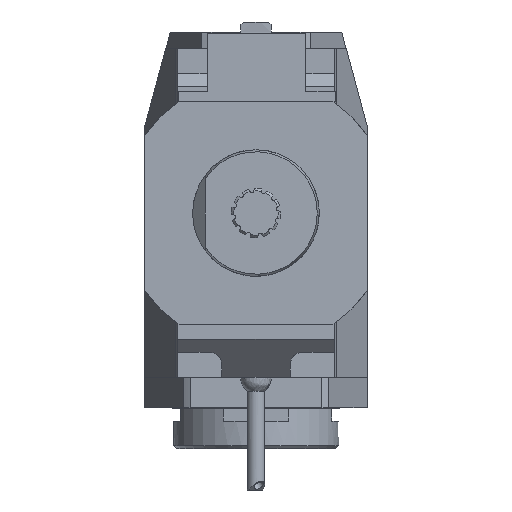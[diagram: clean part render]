
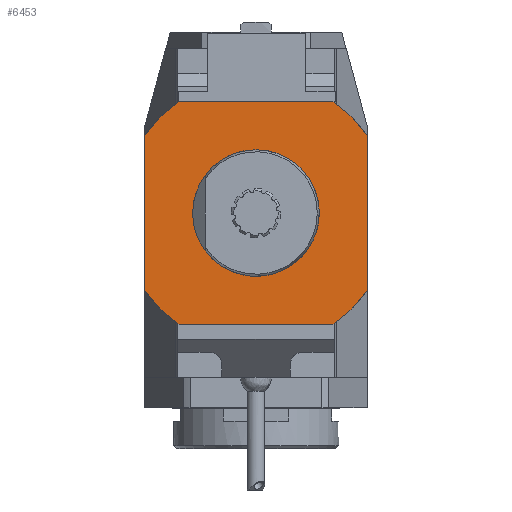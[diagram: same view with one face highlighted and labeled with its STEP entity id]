
A CAD part, front view. The second image highlights one B-rep face of the part: STEP entity #6453.
In plain terms, the highlighted planar face has unit normal (0, -1, 0).
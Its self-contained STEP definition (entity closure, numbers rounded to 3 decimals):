
#60 = DIRECTION ( 'NONE',  ( 0., 0., -1. ) ) ;
#196 = DIRECTION ( 'NONE',  ( 0., -1., 0. ) ) ;
#255 = ORIENTED_EDGE ( 'NONE', *, *, #10694, .F. ) ;
#387 = VERTEX_POINT ( 'NONE', #4364 ) ;
#417 = DIRECTION ( 'NONE',  ( 0., 0., -1. ) ) ;
#453 = LINE ( 'NONE', #14382, #17799 ) ;
#706 = CARTESIAN_POINT ( 'NONE',  ( 0., -110., 0. ) ) ;
#799 = DIRECTION ( 'NONE',  ( 0., 0., 1. ) ) ;
#1056 = AXIS2_PLACEMENT_3D ( 'NONE', #2388, #8392, #417 ) ;
#1099 = EDGE_CURVE ( 'NONE', #11631, #20279, #7440, .T. ) ;
#1419 = CARTESIAN_POINT ( 'NONE',  ( -30.434, -110., -44. ) ) ;
#2388 = CARTESIAN_POINT ( 'NONE',  ( 0., -110., 0. ) ) ;
#2573 = AXIS2_PLACEMENT_3D ( 'NONE', #20323, #22240, #12353 ) ;
#2793 = DIRECTION ( 'NONE',  ( 0., 0., -1. ) ) ;
#2902 = CARTESIAN_POINT ( 'NONE',  ( 0., -110., 44. ) ) ;
#3122 = ORIENTED_EDGE ( 'NONE', *, *, #10966, .T. ) ;
#3480 = AXIS2_PLACEMENT_3D ( 'NONE', #10998, #14583, #799 ) ;
#3622 = EDGE_CURVE ( 'NONE', #4881, #10859, #23100, .T. ) ;
#4299 = AXIS2_PLACEMENT_3D ( 'NONE', #12567, #4388, #2793 ) ;
#4364 = CARTESIAN_POINT ( 'NONE',  ( 30.434, -110., -44. ) ) ;
#4388 = DIRECTION ( 'NONE',  ( 0., -1., 0. ) ) ;
#4438 = CARTESIAN_POINT ( 'NONE',  ( -30.434, -110., 44. ) ) ;
#4881 = VERTEX_POINT ( 'NONE', #4438 ) ;
#5489 = CARTESIAN_POINT ( 'NONE',  ( -44., -110., -30.434 ) ) ;
#5881 = EDGE_CURVE ( 'NONE', #23488, #10859, #15480, .T. ) ;
#6453 = ADVANCED_FACE ( 'Defeature completata1_248', ( #8669, #22962 ), #14850, .F. ) ;
#6765 = CARTESIAN_POINT ( 'NONE',  ( 30.434, -110., 44. ) ) ;
#7440 = CIRCLE ( 'NONE', #24931, 53.5 ) ;
#7564 = VERTEX_POINT ( 'NONE', #17164 ) ;
#8392 = DIRECTION ( 'NONE',  ( 0., -1., 0. ) ) ;
#8669 = FACE_OUTER_BOUND ( 'NONE', #20208, .T. ) ;
#8959 = CARTESIAN_POINT ( 'NONE',  ( 44., -110., 30.434 ) ) ;
#9010 = CIRCLE ( 'NONE', #1056, 53.5 ) ;
#9354 = EDGE_LOOP ( 'NONE', ( #255 ) ) ;
#9684 = VECTOR ( 'NONE', #60, 1000. ) ;
#9832 = VERTEX_POINT ( 'NONE', #14260 ) ;
#10694 = EDGE_CURVE ( 'NONE', #7564, #7564, #21733, .T. ) ;
#10859 = VERTEX_POINT ( 'NONE', #6765 ) ;
#10966 = EDGE_CURVE ( 'NONE', #19294, #11631, #17910, .T. ) ;
#10998 = CARTESIAN_POINT ( 'NONE',  ( 0., -110., -27.15 ) ) ;
#11631 = VERTEX_POINT ( 'NONE', #5489 ) ;
#11874 = ORIENTED_EDGE ( 'NONE', *, *, #3622, .F. ) ;
#12004 = EDGE_CURVE ( 'NONE', #23488, #9832, #15144, .T. ) ;
#12339 = DIRECTION ( 'NONE',  ( 1., 0., 0. ) ) ;
#12353 = DIRECTION ( 'NONE',  ( 0., 0., 1. ) ) ;
#12567 = CARTESIAN_POINT ( 'NONE',  ( 0., -110., 0. ) ) ;
#13116 = ORIENTED_EDGE ( 'NONE', *, *, #20434, .T. ) ;
#14260 = CARTESIAN_POINT ( 'NONE',  ( 44., -110., -30.434 ) ) ;
#14312 = VECTOR ( 'NONE', #24981, 1000. ) ;
#14382 = CARTESIAN_POINT ( 'NONE',  ( 0., -110., -44. ) ) ;
#14583 = DIRECTION ( 'NONE',  ( 0., 1., 0. ) ) ;
#14850 = PLANE ( 'NONE',  #3480 ) ;
#15144 = LINE ( 'NONE', #16989, #14312 ) ;
#15480 = CIRCLE ( 'NONE', #4299, 53.5 ) ;
#16457 = DIRECTION ( 'NONE',  ( 0., 0., -1. ) ) ;
#16989 = CARTESIAN_POINT ( 'NONE',  ( 44., -110., 0. ) ) ;
#17089 = EDGE_CURVE ( 'NONE', #387, #9832, #9010, .T. ) ;
#17164 = CARTESIAN_POINT ( 'NONE',  ( 0., -110., 24.656 ) ) ;
#17213 = AXIS2_PLACEMENT_3D ( 'NONE', #19426, #17419, #25409 ) ;
#17419 = DIRECTION ( 'NONE',  ( 0., -1., 0. ) ) ;
#17740 = ORIENTED_EDGE ( 'NONE', *, *, #5881, .T. ) ;
#17799 = VECTOR ( 'NONE', #12339, 1000. ) ;
#17910 = LINE ( 'NONE', #20162, #9684 ) ;
#18340 = ORIENTED_EDGE ( 'NONE', *, *, #1099, .T. ) ;
#18399 = VECTOR ( 'NONE', #22706, 1000. ) ;
#19276 = ORIENTED_EDGE ( 'NONE', *, *, #24082, .T. ) ;
#19294 = VERTEX_POINT ( 'NONE', #20751 ) ;
#19426 = CARTESIAN_POINT ( 'NONE',  ( 0., -110., 0. ) ) ;
#19520 = ORIENTED_EDGE ( 'NONE', *, *, #12004, .F. ) ;
#20162 = CARTESIAN_POINT ( 'NONE',  ( -44., -110., 0. ) ) ;
#20208 = EDGE_LOOP ( 'NONE', ( #11874, #13116, #3122, #18340, #19276, #22329, #19520, #17740 ) ) ;
#20279 = VERTEX_POINT ( 'NONE', #1419 ) ;
#20323 = CARTESIAN_POINT ( 'NONE',  ( 0., -110., 0. ) ) ;
#20434 = EDGE_CURVE ( 'NONE', #4881, #19294, #22208, .T. ) ;
#20751 = CARTESIAN_POINT ( 'NONE',  ( -44., -110., 30.434 ) ) ;
#21733 = CIRCLE ( 'NONE', #2573, 24.656 ) ;
#22208 = CIRCLE ( 'NONE', #17213, 53.5 ) ;
#22240 = DIRECTION ( 'NONE',  ( 0., -1., 0. ) ) ;
#22329 = ORIENTED_EDGE ( 'NONE', *, *, #17089, .T. ) ;
#22706 = DIRECTION ( 'NONE',  ( 1., 0., 0. ) ) ;
#22962 = FACE_BOUND ( 'NONE', #9354, .T. ) ;
#23100 = LINE ( 'NONE', #2902, #18399 ) ;
#23488 = VERTEX_POINT ( 'NONE', #8959 ) ;
#24082 = EDGE_CURVE ( 'NONE', #20279, #387, #453, .T. ) ;
#24931 = AXIS2_PLACEMENT_3D ( 'NONE', #706, #196, #16457 ) ;
#24981 = DIRECTION ( 'NONE',  ( 0., 0., -1. ) ) ;
#25409 = DIRECTION ( 'NONE',  ( 0., 0., -1. ) ) ;
